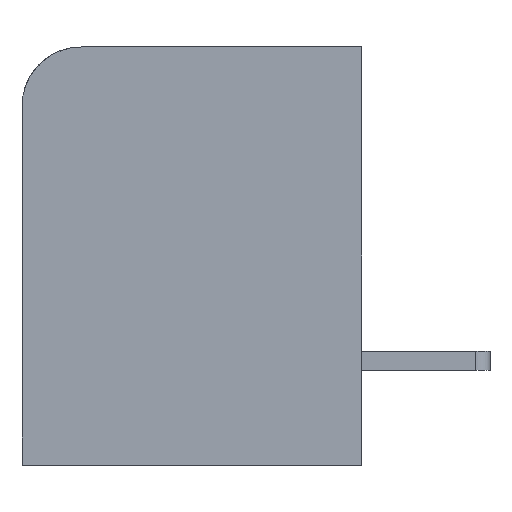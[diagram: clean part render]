
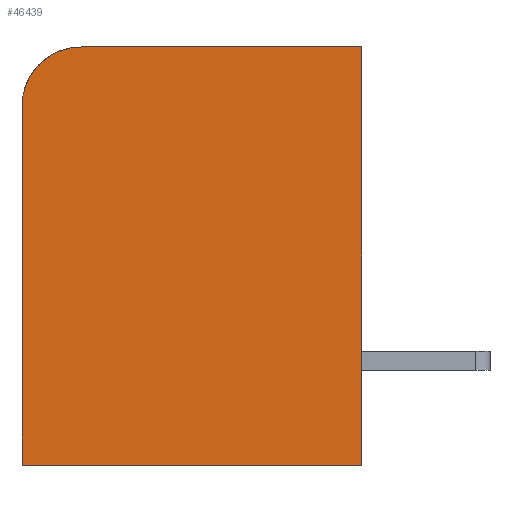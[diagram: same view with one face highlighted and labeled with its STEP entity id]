
A CAD part, left-side view. The second image highlights one B-rep face of the part: STEP entity #46439.
In plain terms, the highlighted planar face has unit normal (-1, 0, 0).
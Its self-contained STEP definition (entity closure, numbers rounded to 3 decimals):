
#2690=DIRECTION('',(0.,-1.,0.));
#2691=VECTOR('',#2690,11.8);
#2692=CARTESIAN_POINT('',(0.,11.8,0.));
#2693=LINE('',#2692,#2691);
#14307=DIRECTION('',(0.,0.,-1.));
#14308=VECTOR('',#14307,17.6);
#14309=CARTESIAN_POINT('',(0.,0.,0.));
#14310=LINE('',#14309,#14308);
#14311=DIRECTION('',(0.,0.,-1.));
#14312=VECTOR('',#14311,15.1);
#14313=CARTESIAN_POINT('',(0.,14.3,-2.5));
#14314=LINE('',#14313,#14312);
#14315=CARTESIAN_POINT('',(0.,11.8,-2.5));
#14316=DIRECTION('',(-1.,0.,0.));
#14317=DIRECTION('',(0.,0.,1.));
#14318=AXIS2_PLACEMENT_3D('',#14315,#14316,#14317);
#14320=DIRECTION('',(0.,-1.,0.));
#14321=VECTOR('',#14320,14.3);
#14322=CARTESIAN_POINT('',(0.,14.3,-17.6));
#14323=LINE('',#14322,#14321);
#25221=CARTESIAN_POINT('',(0.,14.3,-2.5));
#25222=VERTEX_POINT('',#25221);
#25223=CARTESIAN_POINT('',(0.,14.3,-17.6));
#25224=VERTEX_POINT('',#25223);
#25229=CARTESIAN_POINT('',(0.,0.,-17.6));
#25230=VERTEX_POINT('',#25229);
#25237=CARTESIAN_POINT('',(0.,11.8,0.));
#25238=VERTEX_POINT('',#25237);
#25239=CARTESIAN_POINT('',(0.,0.,0.));
#25240=VERTEX_POINT('',#25239);
#46426=CARTESIAN_POINT('',(0.,0.,-17.6));
#46427=DIRECTION('',(-1.,0.,0.));
#46428=DIRECTION('',(0.,0.,1.));
#46429=AXIS2_PLACEMENT_3D('',#46426,#46427,#46428);
#46430=PLANE('',#46429);
#46431=ORIENTED_EDGE('',*,*,#32103,.F.);
#46433=ORIENTED_EDGE('',*,*,#46432,.F.);
#46434=ORIENTED_EDGE('',*,*,#32033,.T.);
#46435=ORIENTED_EDGE('',*,*,#46421,.T.);
#46436=ORIENTED_EDGE('',*,*,#32125,.F.);
#46437=EDGE_LOOP('',(#46431,#46433,#46434,#46435,#46436));
#46438=FACE_OUTER_BOUND('',#46437,.F.);
#46439=ADVANCED_FACE('',(#46438),#46430,.T.);
#14319=CIRCLE('',#14318,2.5);
#32033=EDGE_CURVE('',#25238,#25240,#2693,.T.);
#32103=EDGE_CURVE('',#25222,#25224,#14314,.T.);
#32125=EDGE_CURVE('',#25224,#25230,#14323,.T.);
#46421=EDGE_CURVE('',#25240,#25230,#14310,.T.);
#46432=EDGE_CURVE('',#25238,#25222,#14319,.T.);
